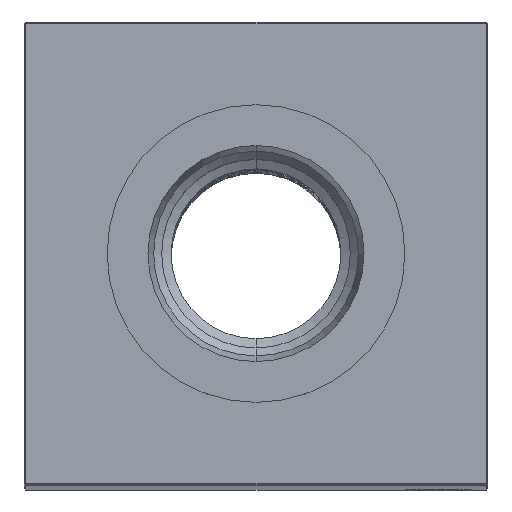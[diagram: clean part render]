
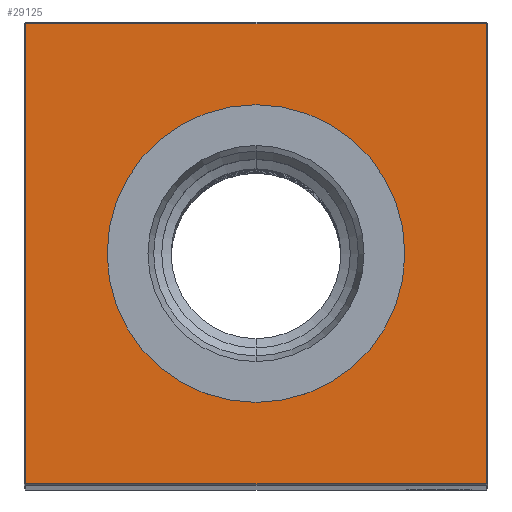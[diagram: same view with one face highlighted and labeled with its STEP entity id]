
A CAD part, top view. The second image highlights one B-rep face of the part: STEP entity #29125.
In plain terms, the highlighted planar face has unit normal (0, 0, 1).
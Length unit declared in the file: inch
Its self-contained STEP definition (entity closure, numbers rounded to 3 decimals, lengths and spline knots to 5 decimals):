
#480 = PLANE ( 'NONE',  #10007 ) ;
#600 = VECTOR ( 'NONE', #12983, 39.37008 ) ;
#1704 = VERTEX_POINT ( 'NONE', #5796 ) ;
#1857 = VERTEX_POINT ( 'NONE', #29513 ) ;
#2102 = VERTEX_POINT ( 'NONE', #15445 ) ;
#2784 = AXIS2_PLACEMENT_3D ( 'NONE', #10562, #19970, #11023 ) ;
#2785 = CIRCLE ( 'NONE', #14060, 0.96457 ) ;
#3381 = VECTOR ( 'NONE', #23939, 39.37008 ) ;
#4079 = LINE ( 'NONE', #20244, #600 ) ;
#4146 = VERTEX_POINT ( 'NONE', #5270 ) ;
#5113 = FACE_BOUND ( 'NONE', #28537, .T. ) ;
#5270 = CARTESIAN_POINT ( 'NONE',  ( 1.49, 1.49, 18.25 ) ) ;
#5361 = VECTOR ( 'NONE', #16407, 39.37008 ) ;
#5590 = EDGE_CURVE ( 'NONE', #1704, #6171, #14570, .T. ) ;
#5796 = CARTESIAN_POINT ( 'NONE',  ( 0., -0.96457, 18.25 ) ) ;
#6171 = VERTEX_POINT ( 'NONE', #13523 ) ;
#6428 = EDGE_CURVE ( 'NONE', #18755, #4146, #4079, .T. ) ;
#7419 = ORIENTED_EDGE ( 'NONE', *, *, #5590, .T. ) ;
#7923 = LINE ( 'NONE', #10377, #3381 ) ;
#9778 = CARTESIAN_POINT ( 'NONE',  ( 0., 0., 18.25 ) ) ;
#9931 = DIRECTION ( 'NONE',  ( 0., 0., -1. ) ) ;
#10007 = AXIS2_PLACEMENT_3D ( 'NONE', #14941, #22484, #24797 ) ;
#10377 = CARTESIAN_POINT ( 'NONE',  ( 0., -1.49, 18.25 ) ) ;
#10562 = CARTESIAN_POINT ( 'NONE',  ( 0., 0., 18.25 ) ) ;
#11023 = DIRECTION ( 'NONE',  ( -1., 0., 0. ) ) ;
#11625 = CARTESIAN_POINT ( 'NONE',  ( -1.49, 0., 18.25 ) ) ;
#11636 = EDGE_CURVE ( 'NONE', #4146, #1857, #20138, .T. ) ;
#11695 = EDGE_CURVE ( 'NONE', #1857, #2102, #18717, .T. ) ;
#11840 = EDGE_CURVE ( 'NONE', #2102, #18755, #7923, .T. ) ;
#12983 = DIRECTION ( 'NONE',  ( 0., 1., 0. ) ) ;
#13311 = CARTESIAN_POINT ( 'NONE',  ( 1.49, -1.49, 18.25 ) ) ;
#13523 = CARTESIAN_POINT ( 'NONE',  ( 0., 0.96457, 18.25 ) ) ;
#14060 = AXIS2_PLACEMENT_3D ( 'NONE', #9778, #9931, #25963 ) ;
#14570 = CIRCLE ( 'NONE', #2784, 0.96457 ) ;
#14941 = CARTESIAN_POINT ( 'NONE',  ( 0., 0., 18.25 ) ) ;
#15164 = VECTOR ( 'NONE', #25203, 39.37008 ) ;
#15445 = CARTESIAN_POINT ( 'NONE',  ( -1.49, -1.49, 18.25 ) ) ;
#15848 = EDGE_CURVE ( 'NONE', #6171, #1704, #2785, .T. ) ;
#16407 = DIRECTION ( 'NONE',  ( 0., -1., 0. ) ) ;
#18422 = ORIENTED_EDGE ( 'NONE', *, *, #11695, .T. ) ;
#18717 = LINE ( 'NONE', #11625, #5361 ) ;
#18755 = VERTEX_POINT ( 'NONE', #13311 ) ;
#19970 = DIRECTION ( 'NONE',  ( 0., 0., -1. ) ) ;
#20138 = LINE ( 'NONE', #22592, #15164 ) ;
#20244 = CARTESIAN_POINT ( 'NONE',  ( 1.49, 0., 18.25 ) ) ;
#22282 = EDGE_LOOP ( 'NONE', ( #18422, #24854, #25374, #30460 ) ) ;
#22484 = DIRECTION ( 'NONE',  ( 0., 0., -1. ) ) ;
#22592 = CARTESIAN_POINT ( 'NONE',  ( 0., 1.49, 18.25 ) ) ;
#23939 = DIRECTION ( 'NONE',  ( 1., 0., 0. ) ) ;
#24797 = DIRECTION ( 'NONE',  ( -1., 0., 0. ) ) ;
#24854 = ORIENTED_EDGE ( 'NONE', *, *, #11840, .T. ) ;
#25203 = DIRECTION ( 'NONE',  ( -1., 0., 0. ) ) ;
#25374 = ORIENTED_EDGE ( 'NONE', *, *, #6428, .T. ) ;
#25963 = DIRECTION ( 'NONE',  ( -1., 0., 0. ) ) ;
#26187 = FACE_OUTER_BOUND ( 'NONE', #22282, .T. ) ;
#27304 = ORIENTED_EDGE ( 'NONE', *, *, #15848, .T. ) ;
#28537 = EDGE_LOOP ( 'NONE', ( #27304, #7419 ) ) ;
#29125 = ADVANCED_FACE ( 'NONE', ( #26187, #5113 ), #480, .F. ) ;
#29513 = CARTESIAN_POINT ( 'NONE',  ( -1.49, 1.49, 18.25 ) ) ;
#30460 = ORIENTED_EDGE ( 'NONE', *, *, #11636, .T. ) ;
